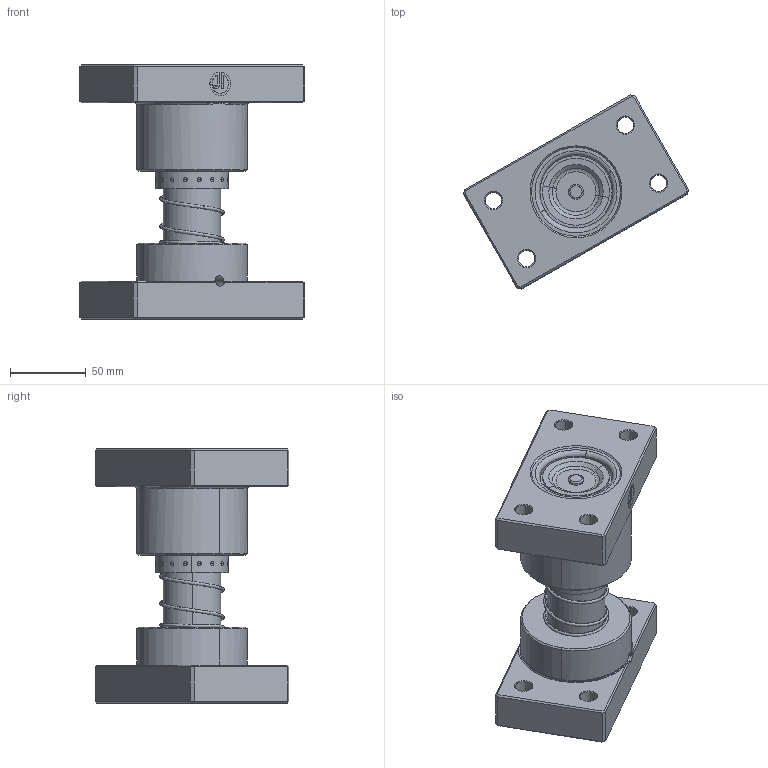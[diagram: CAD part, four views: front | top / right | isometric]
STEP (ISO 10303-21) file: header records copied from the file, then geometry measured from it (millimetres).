
FILE_DESCRIPTION (( 'STEP AP214' ), '1' );
FILE_NAME ('HYJ-D38-L130.STEP', '2021-09-23T02:53:53', ( 'User' ), ( 'china' ), 'SwSTEP 2.0', 'SolidWorks 2016', '' );
FILE_SCHEMA (( 'AUTOMOTIVE_DESIGN' ));
Length unit declared in the file: millimetre
Products named in the file (12): HYJ-D38-L130; HWP-D42.5-d38.5-L60; STMY-PD38; STMY-5; STM-M20蹟簽; STM-44-L44; SAB-D38; SAB-D38-傍杶; BJ-47.5-38.5-L70; MGH-D38; MGM-D38-L130
Assembly tree (11 placements, depth 3):
  HYJ-D38-L130
    MGM-D38-L130
    MGH-D38
    BJ-47.5-38.5-L70
    SAB-D38
      SAB-D38
      SAB-D38-傍杶
    STMY-PD38
      STM-44-L44
      STM-M20蹟簽
      STMY-5
    HWP-D42.5-d38.5-L60
Bounding box: 148.1 x 127.63 x 167.21 mm (x, y, z)
Volume: 762295.9 mm3; surface area: 169967.3 mm2
Topology: 9 solids, 9 shells, 796 faces, 1717 edges, 1183 vertices
Faces by surface type: sphere 512, plane 101, cylinder 81, cone 63, torus 22, bspline 17
Entity records: 41612 total; most frequent: CARTESIAN_POINT 18291, DIRECTION 3462, ORIENTED_EDGE 3422, EDGE_CURVE 1711, AXIS2_PLACEMENT_3D 1558, VERTEX_POINT 1183, EDGE_LOOP 1076, FACE_OUTER_BOUND 796
